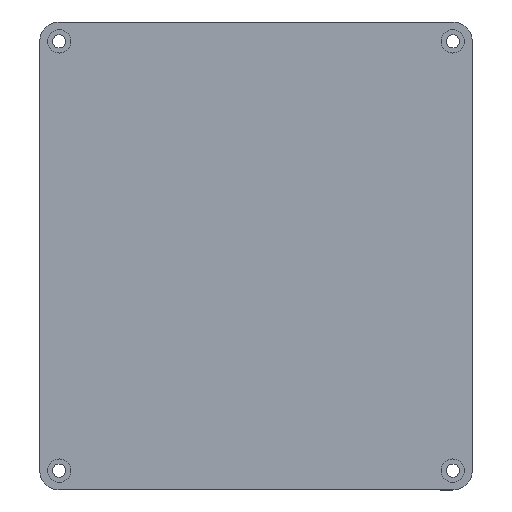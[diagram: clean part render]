
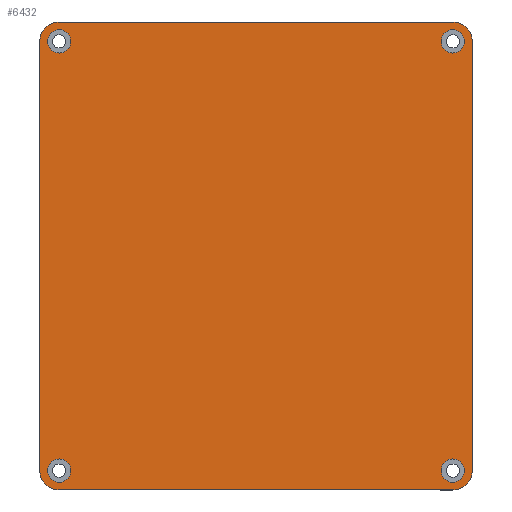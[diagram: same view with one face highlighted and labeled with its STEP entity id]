
A CAD part, front view. The second image highlights one B-rep face of the part: STEP entity #6432.
In plain terms, the highlighted planar face has unit normal (0, -1, 0).
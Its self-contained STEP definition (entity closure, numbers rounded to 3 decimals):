
#133=FACE_BOUND('',#881,.T.);
#134=FACE_BOUND('',#882,.T.);
#135=FACE_BOUND('',#883,.T.);
#136=FACE_BOUND('',#884,.T.);
#448=PLANE('',#6824);
#556=FACE_OUTER_BOUND('',#880,.T.);
#880=EDGE_LOOP('',(#4483,#4484,#4485,#4486,#4487,#4488,#4489,#4490));
#881=EDGE_LOOP('',(#4491));
#882=EDGE_LOOP('',(#4492));
#883=EDGE_LOOP('',(#4493));
#884=EDGE_LOOP('',(#4494));
#1485=LINE('',#9629,#1953);
#1499=LINE('',#9673,#1967);
#1505=LINE('',#9686,#1973);
#1507=LINE('',#9692,#1975);
#1953=VECTOR('',#7585,10.);
#1967=VECTOR('',#7621,10.);
#1973=VECTOR('',#7633,10.);
#1975=VECTOR('',#7641,10.);
#2418=CIRCLE('',#6785,5.);
#2426=CIRCLE('',#6796,5.);
#2427=CIRCLE('',#6799,5.);
#2428=CIRCLE('',#6802,5.);
#2430=CIRCLE('',#6812,3.);
#2432=CIRCLE('',#6815,3.);
#2434=CIRCLE('',#6818,3.);
#2436=CIRCLE('',#6821,3.);
#2861=VERTEX_POINT('',#9619);
#2862=VERTEX_POINT('',#9621);
#2864=VERTEX_POINT('',#9627);
#2882=VERTEX_POINT('',#9667);
#2883=VERTEX_POINT('',#9671);
#2884=VERTEX_POINT('',#9675);
#2887=VERTEX_POINT('',#9684);
#2888=VERTEX_POINT('',#9688);
#2896=VERTEX_POINT('',#9720);
#2898=VERTEX_POINT('',#9726);
#2900=VERTEX_POINT('',#9732);
#2902=VERTEX_POINT('',#9738);
#3467=EDGE_CURVE('',#2861,#2862,#2418,.T.);
#3471=EDGE_CURVE('',#2861,#2864,#1485,.T.);
#3491=EDGE_CURVE('',#2882,#2864,#2426,.T.);
#3493=EDGE_CURVE('',#2882,#2883,#1499,.T.);
#3495=EDGE_CURVE('',#2884,#2883,#2427,.T.);
#3500=EDGE_CURVE('',#2884,#2887,#1505,.T.);
#3502=EDGE_CURVE('',#2888,#2887,#2428,.T.);
#3503=EDGE_CURVE('',#2888,#2862,#1507,.T.);
#3518=EDGE_CURVE('',#2896,#2896,#2430,.T.);
#3521=EDGE_CURVE('',#2898,#2898,#2432,.T.);
#3524=EDGE_CURVE('',#2900,#2900,#2434,.T.);
#3527=EDGE_CURVE('',#2902,#2902,#2436,.T.);
#4483=ORIENTED_EDGE('',*,*,#3467,.F.);
#4484=ORIENTED_EDGE('',*,*,#3471,.T.);
#4485=ORIENTED_EDGE('',*,*,#3491,.F.);
#4486=ORIENTED_EDGE('',*,*,#3493,.T.);
#4487=ORIENTED_EDGE('',*,*,#3495,.F.);
#4488=ORIENTED_EDGE('',*,*,#3500,.T.);
#4489=ORIENTED_EDGE('',*,*,#3502,.F.);
#4490=ORIENTED_EDGE('',*,*,#3503,.T.);
#4491=ORIENTED_EDGE('',*,*,#3527,.F.);
#4492=ORIENTED_EDGE('',*,*,#3518,.F.);
#4493=ORIENTED_EDGE('',*,*,#3521,.F.);
#4494=ORIENTED_EDGE('',*,*,#3524,.F.);
#6432=ADVANCED_FACE('',(#556,#133,#134,#135,#136),#448,.F.);
#6785=AXIS2_PLACEMENT_3D('',#9622,#7578,#7579);
#6796=AXIS2_PLACEMENT_3D('',#9669,#7616,#7617);
#6799=AXIS2_PLACEMENT_3D('',#9677,#7625,#7626);
#6802=AXIS2_PLACEMENT_3D('',#9690,#7637,#7638);
#6812=AXIS2_PLACEMENT_3D('',#9722,#7671,#7672);
#6815=AXIS2_PLACEMENT_3D('',#9728,#7678,#7679);
#6818=AXIS2_PLACEMENT_3D('',#9734,#7685,#7686);
#6821=AXIS2_PLACEMENT_3D('',#9740,#7692,#7693);
#6824=AXIS2_PLACEMENT_3D('',#9744,#7699,#7700);
#7578=DIRECTION('center_axis',(0.,1.,0.));
#7579=DIRECTION('ref_axis',(0.707,0.,0.707));
#7585=DIRECTION('',(-1.,0.,0.));
#7616=DIRECTION('center_axis',(0.,1.,0.));
#7617=DIRECTION('ref_axis',(-0.707,0.,0.707));
#7621=DIRECTION('',(0.,0.,-1.));
#7625=DIRECTION('center_axis',(0.,1.,0.));
#7626=DIRECTION('ref_axis',(-0.707,0.,-0.707));
#7633=DIRECTION('',(1.,0.,0.));
#7637=DIRECTION('center_axis',(0.,1.,0.));
#7638=DIRECTION('ref_axis',(0.707,0.,-0.707));
#7641=DIRECTION('',(0.,0.,1.));
#7671=DIRECTION('center_axis',(0.,-1.,0.));
#7672=DIRECTION('ref_axis',(1.,0.,0.));
#7678=DIRECTION('center_axis',(0.,-1.,0.));
#7679=DIRECTION('ref_axis',(1.,0.,0.));
#7685=DIRECTION('center_axis',(0.,-1.,0.));
#7686=DIRECTION('ref_axis',(1.,0.,0.));
#7692=DIRECTION('center_axis',(0.,-1.,0.));
#7693=DIRECTION('ref_axis',(1.,0.,0.));
#7699=DIRECTION('center_axis',(0.,1.,0.));
#7700=DIRECTION('ref_axis',(1.,0.,0.));
#9619=CARTESIAN_POINT('',(70.869,0.,84.017));
#9621=CARTESIAN_POINT('',(75.869,0.,79.017));
#9622=CARTESIAN_POINT('Origin',(70.869,0.,79.017));
#9627=CARTESIAN_POINT('',(-30.618,0.,84.017));
#9629=CARTESIAN_POINT('',(75.869,0.,84.017));
#9667=CARTESIAN_POINT('',(-35.618,0.,79.017));
#9669=CARTESIAN_POINT('Origin',(-30.618,0.,79.017));
#9671=CARTESIAN_POINT('',(-35.618,0.,-31.615));
#9673=CARTESIAN_POINT('',(-35.618,0.,84.017));
#9675=CARTESIAN_POINT('',(-30.618,0.,-36.615));
#9677=CARTESIAN_POINT('Origin',(-30.618,0.,-31.615));
#9684=CARTESIAN_POINT('',(70.869,0.,-36.615));
#9686=CARTESIAN_POINT('',(-35.618,0.,-36.615));
#9688=CARTESIAN_POINT('',(75.869,0.,-31.615));
#9690=CARTESIAN_POINT('Origin',(70.869,0.,-31.615));
#9692=CARTESIAN_POINT('',(75.869,0.,-36.615));
#9720=CARTESIAN_POINT('',(-33.618,0.,-31.615));
#9722=CARTESIAN_POINT('Origin',(-30.618,0.,-31.615));
#9726=CARTESIAN_POINT('',(67.869,0.,-31.615));
#9728=CARTESIAN_POINT('Origin',(70.869,0.,-31.615));
#9732=CARTESIAN_POINT('',(-33.618,0.,79.017));
#9734=CARTESIAN_POINT('Origin',(-30.618,0.,79.017));
#9738=CARTESIAN_POINT('',(67.869,0.,79.017));
#9740=CARTESIAN_POINT('Origin',(70.869,0.,79.017));
#9744=CARTESIAN_POINT('Origin',(20.126,0.,23.701));
